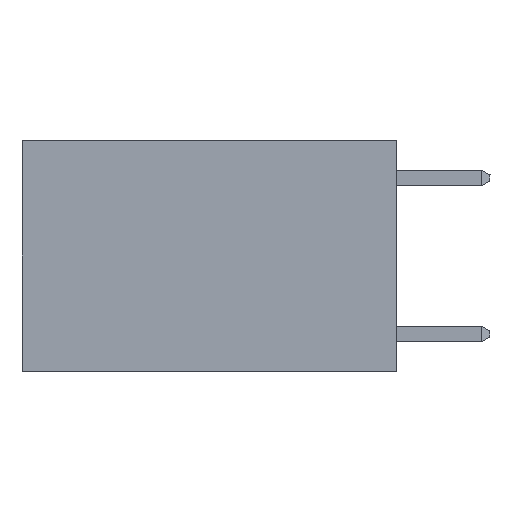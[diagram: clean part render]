
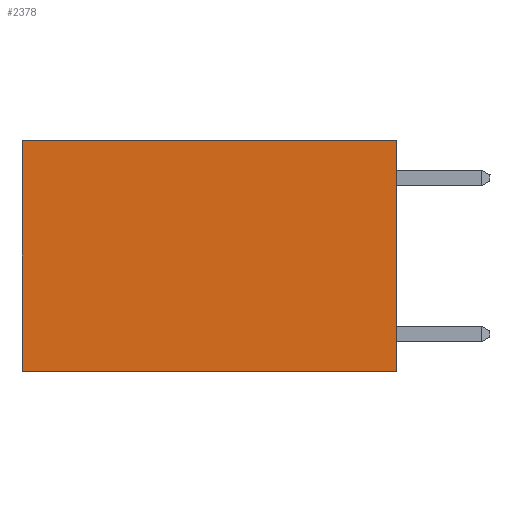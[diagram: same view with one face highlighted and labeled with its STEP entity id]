
A CAD part, left-side view. The second image highlights one B-rep face of the part: STEP entity #2378.
In plain terms, the highlighted planar face has unit normal (-1, 0, 0).
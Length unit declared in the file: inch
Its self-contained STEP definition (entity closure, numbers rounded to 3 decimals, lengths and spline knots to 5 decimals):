
#250 = VECTOR ( 'NONE', #1029, 39.37008 ) ;
#1003 = ORIENTED_EDGE ( 'NONE', *, *, #9374, .T. ) ;
#1009 = FACE_OUTER_BOUND ( 'NONE', #6207, .T. ) ;
#1029 = DIRECTION ( 'NONE',  ( 0., 0., -1. ) ) ;
#1078 = CARTESIAN_POINT ( 'NONE',  ( 0.2625, 0.6, 0. ) ) ;
#1184 = LINE ( 'NONE', #6458, #2202 ) ;
#1376 = LINE ( 'NONE', #4102, #2593 ) ;
#2148 = CARTESIAN_POINT ( 'NONE',  ( 0.2625, 0., -0.37 ) ) ;
#2202 = VECTOR ( 'NONE', #9405, 39.37008 ) ;
#2323 = DIRECTION ( 'NONE',  ( 0., 1., 0. ) ) ;
#2378 = ADVANCED_FACE ( 'NONE', ( #1009 ), #3293, .F. ) ;
#2593 = VECTOR ( 'NONE', #7667, 39.37008 ) ;
#2753 = VERTEX_POINT ( 'NONE', #8494 ) ;
#2824 = VERTEX_POINT ( 'NONE', #7120 ) ;
#3192 = DIRECTION ( 'NONE',  ( 1., 0., 0. ) ) ;
#3208 = CARTESIAN_POINT ( 'NONE',  ( 0.2625, 0.6, 0. ) ) ;
#3263 = LINE ( 'NONE', #1078, #250 ) ;
#3293 = PLANE ( 'NONE',  #6014 ) ;
#4053 = EDGE_CURVE ( 'NONE', #5403, #2824, #1184, .T. ) ;
#4102 = CARTESIAN_POINT ( 'NONE',  ( 0.2625, 0., 0. ) ) ;
#4462 = CARTESIAN_POINT ( 'NONE',  ( 0.2625, 0., 0. ) ) ;
#5403 = VERTEX_POINT ( 'NONE', #2148 ) ;
#5502 = DIRECTION ( 'NONE',  ( 0., 0., -1. ) ) ;
#5529 = VECTOR ( 'NONE', #2323, 39.37008 ) ;
#6014 = AXIS2_PLACEMENT_3D ( 'NONE', #6864, #3192, #5502 ) ;
#6206 = ORIENTED_EDGE ( 'NONE', *, *, #4053, .F. ) ;
#6207 = EDGE_LOOP ( 'NONE', ( #6658, #6206, #7016, #1003 ) ) ;
#6458 = CARTESIAN_POINT ( 'NONE',  ( 0.2625, 0., -0.37 ) ) ;
#6658 = ORIENTED_EDGE ( 'NONE', *, *, #8683, .T. ) ;
#6864 = CARTESIAN_POINT ( 'NONE',  ( 0.2625, 0., 0. ) ) ;
#7016 = ORIENTED_EDGE ( 'NONE', *, *, #8673, .F. ) ;
#7120 = CARTESIAN_POINT ( 'NONE',  ( 0.2625, 0.6, -0.37 ) ) ;
#7494 = LINE ( 'NONE', #4462, #5529 ) ;
#7511 = VERTEX_POINT ( 'NONE', #3208 ) ;
#7667 = DIRECTION ( 'NONE',  ( 0., 0., -1. ) ) ;
#8494 = CARTESIAN_POINT ( 'NONE',  ( 0.2625, 0., 0. ) ) ;
#8673 = EDGE_CURVE ( 'NONE', #2753, #5403, #1376, .T. ) ;
#8683 = EDGE_CURVE ( 'NONE', #7511, #2824, #3263, .T. ) ;
#9374 = EDGE_CURVE ( 'NONE', #2753, #7511, #7494, .T. ) ;
#9405 = DIRECTION ( 'NONE',  ( 0., 1., 0. ) ) ;
